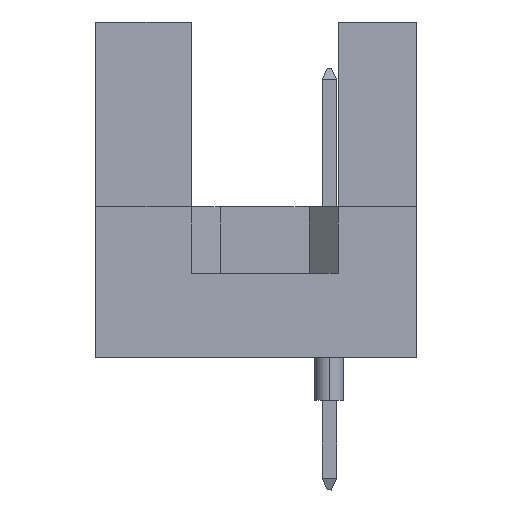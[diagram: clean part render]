
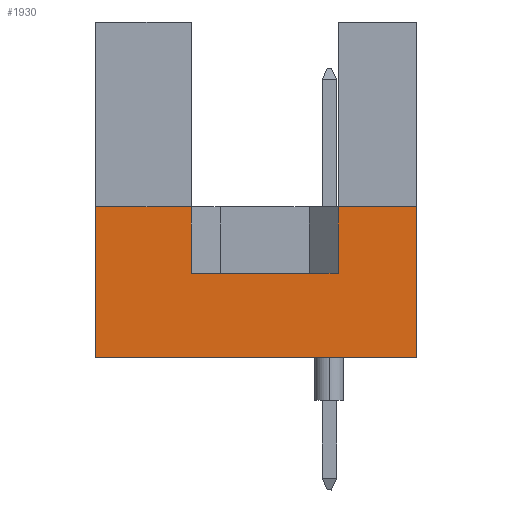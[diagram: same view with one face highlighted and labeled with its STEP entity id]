
A CAD part, left-side view. The second image highlights one B-rep face of the part: STEP entity #1930.
In plain terms, the highlighted planar face has unit normal (-1, 0, 0).
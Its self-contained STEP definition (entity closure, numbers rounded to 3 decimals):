
#111 = CARTESIAN_POINT ( 'NONE',  ( -27.5, 11.1, 5.2 ) ) ;
#363 = DIRECTION ( 'NONE',  ( 0., 0., -1. ) ) ;
#498 = CARTESIAN_POINT ( 'NONE',  ( -27.5, 11.1, 0. ) ) ;
#590 = DIRECTION ( 'NONE',  ( 0., 0., 1. ) ) ;
#605 = CARTESIAN_POINT ( 'NONE',  ( -27.5, 11.1, 5.2 ) ) ;
#1287 = ORIENTED_EDGE ( 'NONE', *, *, #8109, .F. ) ;
#1330 = VERTEX_POINT ( 'NONE', #3472 ) ;
#1371 = VERTEX_POINT ( 'NONE', #111 ) ;
#1466 = VERTEX_POINT ( 'NONE', #4557 ) ;
#1755 = LINE ( 'NONE', #4087, #4007 ) ;
#1802 = CARTESIAN_POINT ( 'NONE',  ( -27.5, 7.79, 2.9 ) ) ;
#1805 = LINE ( 'NONE', #3958, #4610 ) ;
#1817 = CARTESIAN_POINT ( 'NONE',  ( -27.5, 2.71, 2.9 ) ) ;
#1902 = ORIENTED_EDGE ( 'NONE', *, *, #3731, .T. ) ;
#1930 = ADVANCED_FACE ( 'NONE', ( #7549 ), #6943, .F. ) ;
#1981 = CARTESIAN_POINT ( 'NONE',  ( -27.5, 11.1, 0. ) ) ;
#2896 = ORIENTED_EDGE ( 'NONE', *, *, #7368, .T. ) ;
#2910 = ORIENTED_EDGE ( 'NONE', *, *, #3887, .F. ) ;
#2960 = VECTOR ( 'NONE', #5500, 1000. ) ;
#2977 = EDGE_CURVE ( 'NONE', #1371, #6836, #4406, .T. ) ;
#3472 = CARTESIAN_POINT ( 'NONE',  ( -27.5, 0., 0. ) ) ;
#3495 = LINE ( 'NONE', #4752, #2960 ) ;
#3558 = EDGE_CURVE ( 'NONE', #5118, #6669, #3998, .T. ) ;
#3617 = CARTESIAN_POINT ( 'NONE',  ( -27.5, 2.71, 2.9 ) ) ;
#3674 = VECTOR ( 'NONE', #6035, 1000. ) ;
#3721 = AXIS2_PLACEMENT_3D ( 'NONE', #498, #6802, #363 ) ;
#3731 = EDGE_CURVE ( 'NONE', #5118, #6836, #1755, .T. ) ;
#3887 = EDGE_CURVE ( 'NONE', #8194, #1371, #8431, .T. ) ;
#3958 = CARTESIAN_POINT ( 'NONE',  ( -27.5, 11.1, 0. ) ) ;
#3998 = LINE ( 'NONE', #1802, #3674 ) ;
#4007 = VECTOR ( 'NONE', #4616, 1000. ) ;
#4087 = CARTESIAN_POINT ( 'NONE',  ( -27.5, 7.79, 2.9 ) ) ;
#4190 = CARTESIAN_POINT ( 'NONE',  ( -27.5, 7.79, 2.9 ) ) ;
#4406 = LINE ( 'NONE', #605, #8693 ) ;
#4557 = CARTESIAN_POINT ( 'NONE',  ( -27.5, 0., 5.2 ) ) ;
#4610 = VECTOR ( 'NONE', #5281, 1000. ) ;
#4616 = DIRECTION ( 'NONE',  ( 0., 0., 1. ) ) ;
#4752 = CARTESIAN_POINT ( 'NONE',  ( -27.5, 11.1, 5.2 ) ) ;
#5049 = VECTOR ( 'NONE', #7472, 1000. ) ;
#5108 = DIRECTION ( 'NONE',  ( 0., -1., 0. ) ) ;
#5118 = VERTEX_POINT ( 'NONE', #4190 ) ;
#5281 = DIRECTION ( 'NONE',  ( 0., -1., 0. ) ) ;
#5405 = LINE ( 'NONE', #5593, #8072 ) ;
#5500 = DIRECTION ( 'NONE',  ( 0., -1., 0. ) ) ;
#5505 = VECTOR ( 'NONE', #7970, 1000. ) ;
#5593 = CARTESIAN_POINT ( 'NONE',  ( -27.5, 0., 0. ) ) ;
#5831 = ORIENTED_EDGE ( 'NONE', *, *, #2977, .F. ) ;
#5888 = VERTEX_POINT ( 'NONE', #7555 ) ;
#6035 = DIRECTION ( 'NONE',  ( 0., -1., 0. ) ) ;
#6669 = VERTEX_POINT ( 'NONE', #3617 ) ;
#6802 = DIRECTION ( 'NONE',  ( 1., 0., 0. ) ) ;
#6836 = VERTEX_POINT ( 'NONE', #8138 ) ;
#6943 = PLANE ( 'NONE',  #3721 ) ;
#7187 = ORIENTED_EDGE ( 'NONE', *, *, #8792, .F. ) ;
#7368 = EDGE_CURVE ( 'NONE', #1330, #1466, #5405, .T. ) ;
#7472 = DIRECTION ( 'NONE',  ( 0., 0., 1. ) ) ;
#7549 = FACE_OUTER_BOUND ( 'NONE', #8006, .T. ) ;
#7555 = CARTESIAN_POINT ( 'NONE',  ( -27.5, 2.71, 5.2 ) ) ;
#7629 = ORIENTED_EDGE ( 'NONE', *, *, #3558, .F. ) ;
#7970 = DIRECTION ( 'NONE',  ( 0., 0., 1. ) ) ;
#8006 = EDGE_LOOP ( 'NONE', ( #7629, #1902, #5831, #2910, #9238, #2896, #7187, #1287 ) ) ;
#8072 = VECTOR ( 'NONE', #590, 1000. ) ;
#8109 = EDGE_CURVE ( 'NONE', #6669, #5888, #8833, .T. ) ;
#8138 = CARTESIAN_POINT ( 'NONE',  ( -27.5, 7.79, 5.2 ) ) ;
#8194 = VERTEX_POINT ( 'NONE', #8406 ) ;
#8406 = CARTESIAN_POINT ( 'NONE',  ( -27.5, 11.1, 0. ) ) ;
#8431 = LINE ( 'NONE', #1981, #5505 ) ;
#8611 = EDGE_CURVE ( 'NONE', #8194, #1330, #1805, .T. ) ;
#8693 = VECTOR ( 'NONE', #5108, 1000. ) ;
#8792 = EDGE_CURVE ( 'NONE', #5888, #1466, #3495, .T. ) ;
#8833 = LINE ( 'NONE', #1817, #5049 ) ;
#9238 = ORIENTED_EDGE ( 'NONE', *, *, #8611, .T. ) ;
